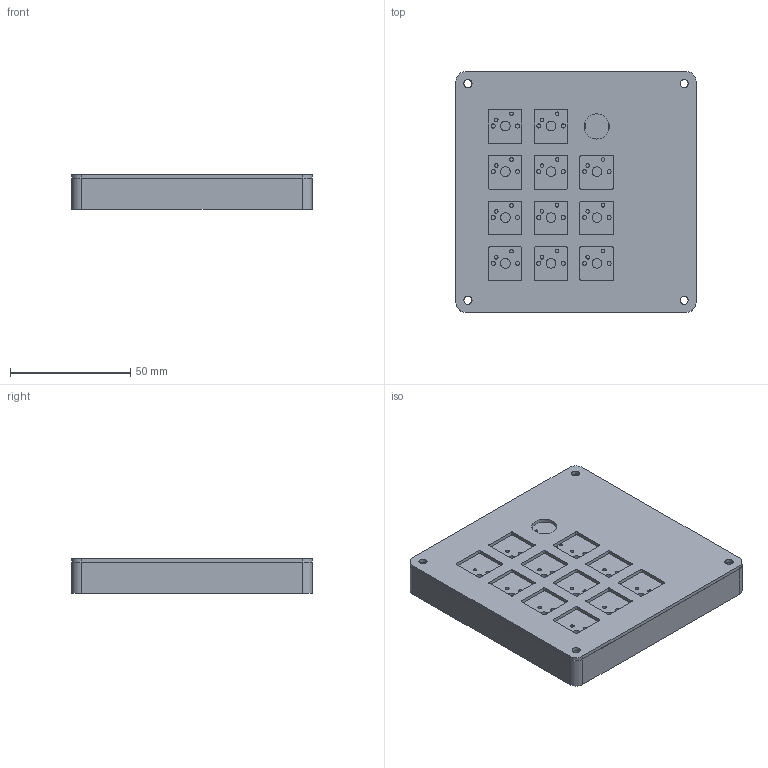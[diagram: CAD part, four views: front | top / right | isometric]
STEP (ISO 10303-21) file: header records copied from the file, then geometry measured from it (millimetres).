
FILE_DESCRIPTION(/* description */ (''),/* implementation_level */ '2;1');
FILE_NAME(/* name */ 'Black case bare.step',/* time_stamp */ '2026-02-04T21:36:08-08:00',/* author */ (''),/* organization */ (''),/* preprocessor_version */ 'ST-DEVELOPER v20.1',/* originating_system */ 'Autodesk Translation Framework v14.24.0.0',/* authorisation */ '');
FILE_SCHEMA (('AUTOMOTIVE_DESIGN { 1 0 10303 214 3 1 1 }'));
Length unit declared in the file: millimetre
Products named in the file (6): 2026-02-05-05-05-09-515; 2026-02-05-05-05-09-517; 2026-02-05-05-05-09-562; 2026-01-18-06-25-45-672; 2026-01-18-06-25-45-674; 2026-01-18-06-25-45-673
Assembly tree (16 placements, depth 3):
  2026-02-05-05-05-09-515
    2026-02-05-05-05-09-517
    2026-02-05-05-05-09-562
    2026-01-18-06-25-45-672
      2026-01-18-06-25-45-673  x12
      2026-01-18-06-25-45-674
Bounding box: 100.04 x 100.25 x 14.5 mm (x, y, z)
Volume: 83537.4 mm3; surface area: 60103.7 mm2
Topology: 27 solids, 27 shells, 439 faces, 1047 edges, 690 vertices
Faces by surface type: cylinder 241, plane 150, torus 48
Full cylindrical faces by diameter (mm): 0.5 x36, 0.8 x24, 0.889 x14, 1 x5, 1.5 x22, 1.7 x22, 2 x24, 2.02 x12, 3.4 x8, 4 x11, 6 x4, 10.5 x1
Entity records: 9444 total; most frequent: DIRECTION 1669, CARTESIAN_POINT 1516, ORIENTED_EDGE 1478, EDGE_CURVE 739, AXIS2_PLACEMENT_3D 645, EDGE_LOOP 509, VERTEX_POINT 492, LINE 379
